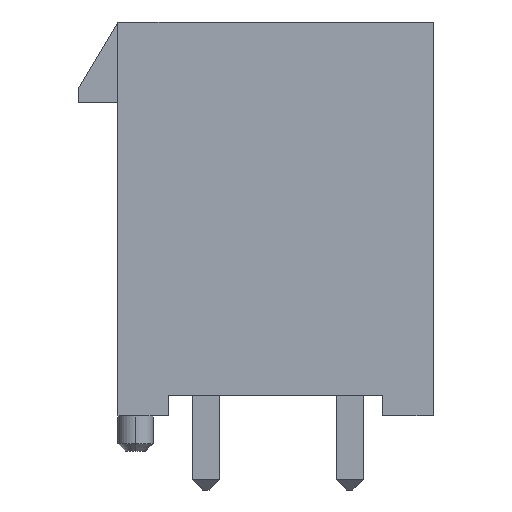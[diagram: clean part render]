
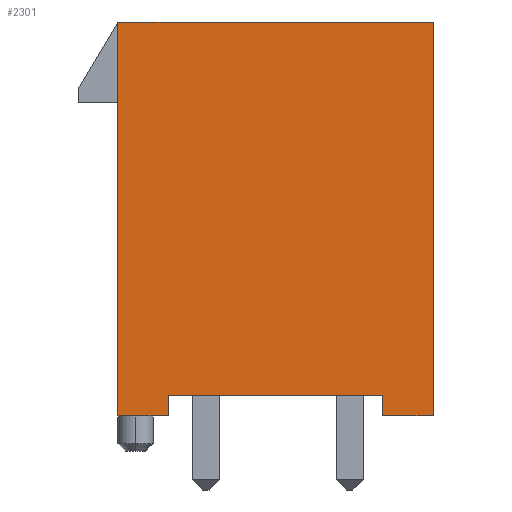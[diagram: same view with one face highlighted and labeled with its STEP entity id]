
A CAD part, left-side view. The second image highlights one B-rep face of the part: STEP entity #2301.
In plain terms, the highlighted planar face has unit normal (-1, 0, 0).
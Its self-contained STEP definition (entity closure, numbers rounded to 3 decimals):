
#17=DIRECTION('',(0.,-1.,0.));
#18=VECTOR('',#17,12.48);
#19=CARTESIAN_POINT('',(-4.175,6.24,0.));
#20=LINE('',#19,#18);
#285=DIRECTION('',(0.,1.,0.));
#286=VECTOR('',#285,2.);
#287=CARTESIAN_POINT('',(-4.175,-6.24,-15.6));
#288=LINE('',#287,#286);
#298=DIRECTION('',(0.,1.,0.));
#299=VECTOR('',#298,0.7);
#300=CARTESIAN_POINT('',(-4.175,5.54,-15.6));
#301=LINE('',#300,#299);
#312=DIRECTION('',(0.,1.,0.));
#313=VECTOR('',#312,1.3);
#314=CARTESIAN_POINT('',(-4.175,4.24,-15.6));
#315=LINE('',#314,#313);
#376=DIRECTION('',(0.,-1.,0.));
#377=VECTOR('',#376,8.48);
#378=CARTESIAN_POINT('',(-4.175,4.24,-14.8));
#379=LINE('',#378,#377);
#528=DIRECTION('',(0.,0.,1.));
#529=VECTOR('',#528,15.6);
#530=CARTESIAN_POINT('',(-4.175,-6.24,-15.6));
#531=LINE('',#530,#529);
#548=DIRECTION('',(0.,0.,-1.));
#549=VECTOR('',#548,0.8);
#550=CARTESIAN_POINT('',(-4.175,-4.24,-14.8));
#551=LINE('',#550,#549);
#552=DIRECTION('',(0.,0.,1.));
#553=VECTOR('',#552,15.6);
#554=CARTESIAN_POINT('',(-4.175,6.24,-15.6));
#555=LINE('',#554,#553);
#556=DIRECTION('',(0.,0.,-1.));
#557=VECTOR('',#556,0.8);
#558=CARTESIAN_POINT('',(-4.175,4.24,-14.8));
#559=LINE('',#558,#557);
#1332=CARTESIAN_POINT('',(-4.175,6.24,0.));
#1333=CARTESIAN_POINT('',(-4.175,-6.24,0.));
#1334=VERTEX_POINT('',#1332);
#1335=VERTEX_POINT('',#1333);
#1536=CARTESIAN_POINT('',(-4.175,4.24,-15.6));
#1537=VERTEX_POINT('',#1536);
#1551=CARTESIAN_POINT('',(-4.175,-6.24,-15.6));
#1553=VERTEX_POINT('',#1551);
#1554=CARTESIAN_POINT('',(-4.175,-4.24,-15.6));
#1555=VERTEX_POINT('',#1554);
#1580=CARTESIAN_POINT('',(-4.175,4.24,-14.8));
#1581=VERTEX_POINT('',#1580);
#1592=CARTESIAN_POINT('',(-4.175,-4.24,-14.8));
#1594=VERTEX_POINT('',#1592);
#1602=CARTESIAN_POINT('',(-4.175,6.24,-15.6));
#1603=VERTEX_POINT('',#1602);
#1604=CARTESIAN_POINT('',(-4.175,5.54,-15.6));
#1606=VERTEX_POINT('',#1604);
#2284=CARTESIAN_POINT('',(-4.175,6.24,0.));
#2285=DIRECTION('',(-1.,0.,0.));
#2286=DIRECTION('',(0.,-1.,0.));
#2287=AXIS2_PLACEMENT_3D('',#2284,#2285,#2286);
#2288=PLANE('',#2287);
#2289=ORIENTED_EDGE('',*,*,#2004,.T.);
#2290=ORIENTED_EDGE('',*,*,#1990,.T.);
#2291=ORIENTED_EDGE('',*,*,#1918,.T.);
#2292=ORIENTED_EDGE('',*,*,#1771,.T.);
#2293=ORIENTED_EDGE('',*,*,#2223,.F.);
#2294=ORIENTED_EDGE('',*,*,#1977,.T.);
#2295=ORIENTED_EDGE('',*,*,#2277,.F.);
#2296=ORIENTED_EDGE('',*,*,#2053,.F.);
#2298=ORIENTED_EDGE('',*,*,#2297,.T.);
#2299=EDGE_LOOP('',(#2289,#2290,#2291,#2292,#2293,#2294,#2295,#2296,#2298));
#2300=FACE_OUTER_BOUND('',#2299,.F.);
#2301=ADVANCED_FACE('',(#2300),#2288,.T.);
#1771=EDGE_CURVE('',#1334,#1335,#20,.T.);
#1918=EDGE_CURVE('',#1603,#1334,#555,.T.);
#1977=EDGE_CURVE('',#1553,#1555,#288,.T.);
#1990=EDGE_CURVE('',#1606,#1603,#301,.T.);
#2004=EDGE_CURVE('',#1537,#1606,#315,.T.);
#2053=EDGE_CURVE('',#1581,#1594,#379,.T.);
#2223=EDGE_CURVE('',#1553,#1335,#531,.T.);
#2277=EDGE_CURVE('',#1594,#1555,#551,.T.);
#2297=EDGE_CURVE('',#1581,#1537,#559,.T.);
